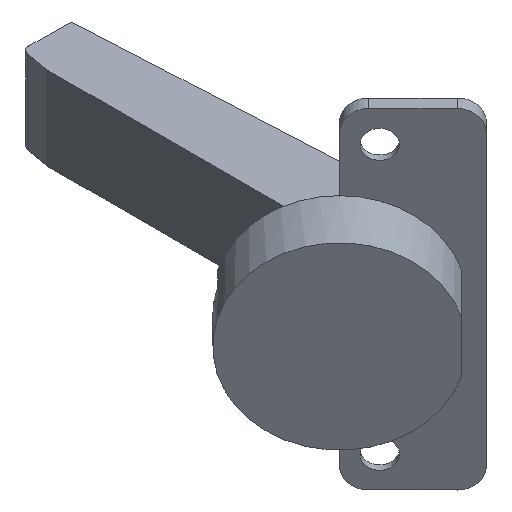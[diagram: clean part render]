
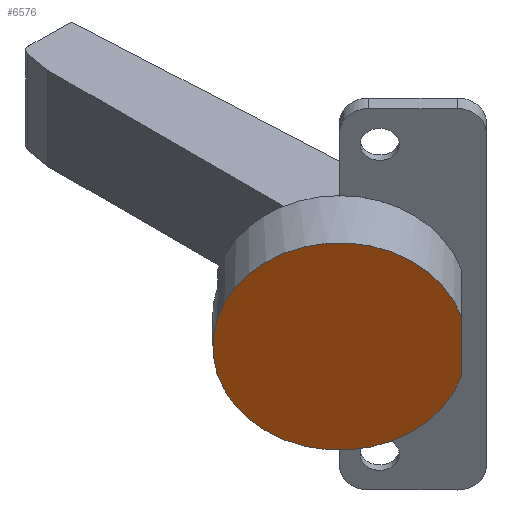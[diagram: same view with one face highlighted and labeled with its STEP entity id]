
A CAD part, isometric view. The second image highlights one B-rep face of the part: STEP entity #6576.
In plain terms, the highlighted planar face has unit normal (-0.707, -0.707, 0).
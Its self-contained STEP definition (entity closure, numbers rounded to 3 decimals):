
#2210=CARTESIAN_POINT('',(-5.911,-9.928,0.));
#2211=DIRECTION('',(-0.707,-0.707,0.));
#2212=DIRECTION('',(0.679,-0.679,0.281));
#2213=AXIS2_PLACEMENT_3D('',#2210,#2211,#2212);
#2247=DIRECTION('',(0.,0.,-1.));
#2248=VECTOR('',#2247,9.771);
#2249=CARTESIAN_POINT('',(5.897,-21.736,4.886));
#2250=LINE('',#2249,#2248);
#4961=CARTESIAN_POINT('',(5.897,-21.736,4.886));
#4962=CARTESIAN_POINT('',(5.897,-21.736,
-4.886));
#4963=VERTEX_POINT('',#4961);
#4964=VERTEX_POINT('',#4962);
#6567=CARTESIAN_POINT('',(-5.911,-9.928,0.));
#6568=DIRECTION('',(0.707,0.707,0.));
#6569=DIRECTION('',(0.707,-0.707,0.));
#6570=AXIS2_PLACEMENT_3D('',#6567,#6568,#6569);
#6571=PLANE('',#6570);
#6572=ORIENTED_EDGE('',*,*,#6559,.T.);
#6573=ORIENTED_EDGE('',*,*,#6539,.F.);
#6574=EDGE_LOOP('',(#6572,#6573));
#6575=FACE_OUTER_BOUND('',#6574,.F.);
#2214=CIRCLE('',#2213,17.4);
#6539=EDGE_CURVE('',#4963,#4964,#2214,.T.);
#6559=EDGE_CURVE('',#4963,#4964,#2250,.T.);
#6576=ADVANCED_FACE('',(#6575),#6571,.F.);
